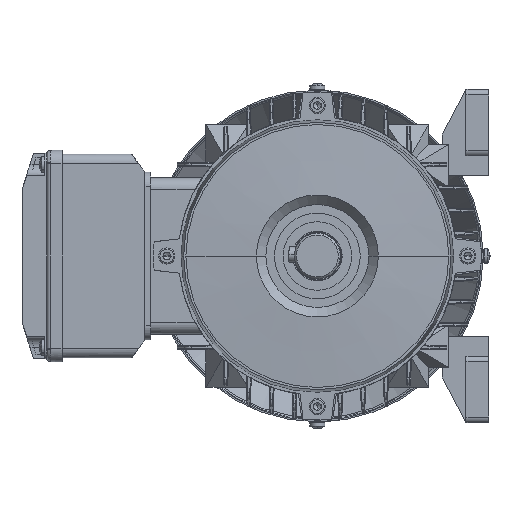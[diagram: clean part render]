
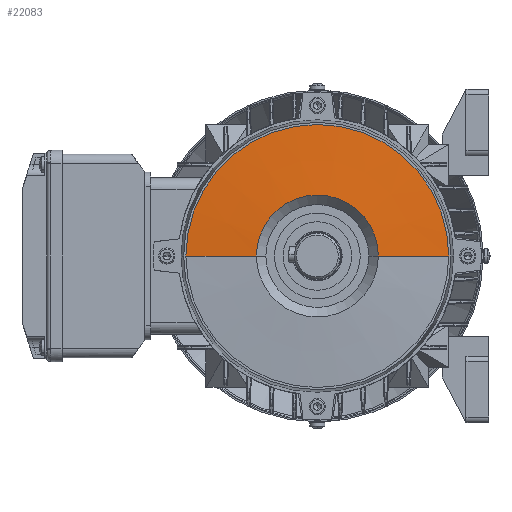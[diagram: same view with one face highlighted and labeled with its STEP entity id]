
A CAD part, left-side view. The second image highlights one B-rep face of the part: STEP entity #22083.
In plain terms, the highlighted conical face has half-angle 86 degrees and reference radius 32 mm.
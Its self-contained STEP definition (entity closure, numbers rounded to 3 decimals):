
#22045 = VERTEX_POINT ( 'NONE', #91089 ) ;
#22075 = VERTEX_POINT ( 'NONE', #91237 ) ;
#22083 = ADVANCED_FACE ( 'NONE', ( #91342 ), #91337, .T. ) ;
#22084 = EDGE_LOOP ( 'NONE', ( #22086, #22090, #22095, #22127 ) ) ;
#22086 = ORIENTED_EDGE ( 'NONE', *, *, #22088, .F. ) ;
#22088 = EDGE_CURVE ( 'NONE', #22075, #22045, #91395, .T. ) ;
#22090 = ORIENTED_EDGE ( 'NONE', *, *, #22091, .T. ) ;
#22091 = EDGE_CURVE ( 'NONE', #22075, #22093, #91385, .T. ) ;
#22093 = VERTEX_POINT ( 'NONE', #91379 ) ;
#22095 = ORIENTED_EDGE ( 'NONE', *, *, #22098, .T. ) ;
#22098 = EDGE_CURVE ( 'NONE', #22093, #22099, #91353, .T. ) ;
#22099 = VERTEX_POINT ( 'NONE', #91474 ) ;
#22127 = ORIENTED_EDGE ( 'NONE', *, *, #22130, .F. ) ;
#22130 = EDGE_CURVE ( 'NONE', #22045, #22099, #91590, .T. ) ;
#91089 = CARTESIAN_POINT ( 'NONE',  ( 0., 32., 0. ) ) ;
#91237 = CARTESIAN_POINT ( 'NONE',  ( 0., -32., 0. ) ) ;
#91323 = CARTESIAN_POINT ( 'NONE',  ( 0., 0., 0. ) ) ;
#91330 = DIRECTION ( 'NONE',  ( 0., 1., 0. ) ) ;
#91331 = DIRECTION ( 'NONE',  ( 1., 0., 0. ) ) ;
#91334 = CARTESIAN_POINT ( 'NONE',  ( 0., 0., 0. ) ) ;
#91335 = AXIS2_PLACEMENT_3D ( 'NONE', #91334, #91331, #91330 ) ;
#91337 = CONICAL_SURFACE ( 'NONE', #91335, 32., 1.501 ) ;
#91342 = FACE_OUTER_BOUND ( 'NONE', #22084, .T. ) ;
#91353 = CIRCLE ( 'NONE', #91481, 69. ) ;
#91379 = CARTESIAN_POINT ( 'NONE',  ( 2.587, -69., 0. ) ) ;
#91380 = DIRECTION ( 'NONE',  ( 0.07, -0.998, 0. ) ) ;
#91382 = VECTOR ( 'NONE', #91380, 1000. ) ;
#91383 = CARTESIAN_POINT ( 'NONE',  ( 0., -32., 0. ) ) ;
#91385 = LINE ( 'NONE', #91383, #91382 ) ;
#91392 = DIRECTION ( 'NONE',  ( 0., -1., 0. ) ) ;
#91393 = DIRECTION ( 'NONE',  ( -1., 0., 0. ) ) ;
#91394 = AXIS2_PLACEMENT_3D ( 'NONE', #91323, #91393, #91392 ) ;
#91395 = CIRCLE ( 'NONE', #91394, 32. ) ;
#91474 = CARTESIAN_POINT ( 'NONE',  ( 2.587, 69., 0. ) ) ;
#91476 = DIRECTION ( 'NONE',  ( 0., -1., 0. ) ) ;
#91478 = DIRECTION ( 'NONE',  ( -1., 0., 0. ) ) ;
#91480 = CARTESIAN_POINT ( 'NONE',  ( 2.587, 0., 0. ) ) ;
#91481 = AXIS2_PLACEMENT_3D ( 'NONE', #91480, #91478, #91476 ) ;
#91585 = DIRECTION ( 'NONE',  ( 0.07, 0.998, 0. ) ) ;
#91586 = VECTOR ( 'NONE', #91585, 1000. ) ;
#91588 = CARTESIAN_POINT ( 'NONE',  ( 0., 32., 0. ) ) ;
#91590 = LINE ( 'NONE', #91588, #91586 ) ;
